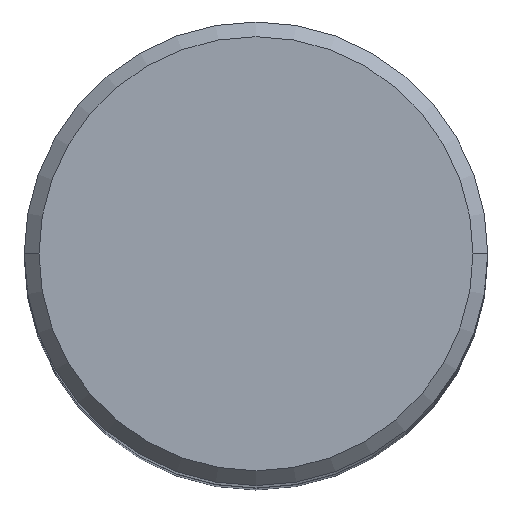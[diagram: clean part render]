
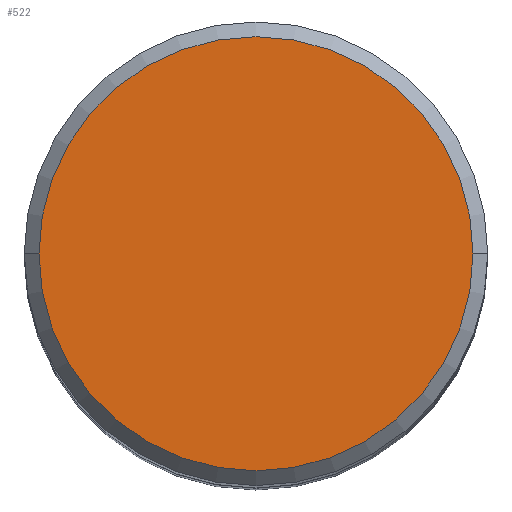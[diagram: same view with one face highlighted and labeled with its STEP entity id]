
A CAD part, top view. The second image highlights one B-rep face of the part: STEP entity #522.
In plain terms, the highlighted planar face has unit normal (0, 0, 1).
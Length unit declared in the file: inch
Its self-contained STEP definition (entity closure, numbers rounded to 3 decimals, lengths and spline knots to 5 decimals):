
#5 = CIRCLE ( 'NONE', #468, 0.29495 ) ;
#13 = CARTESIAN_POINT ( 'NONE',  ( 0., 0., 0. ) ) ;
#20 = DIRECTION ( 'NONE',  ( 0., 0., 1. ) ) ;
#103 = CARTESIAN_POINT ( 'NONE',  ( 0.29495, 0., 0. ) ) ;
#111 = DIRECTION ( 'NONE',  ( 0., 0., -1. ) ) ;
#142 = CARTESIAN_POINT ( 'NONE',  ( 0., 0.29495, 0. ) ) ;
#149 = CARTESIAN_POINT ( 'NONE',  ( 0., 0., 0. ) ) ;
#167 = ORIENTED_EDGE ( 'NONE', *, *, #280, .T. ) ;
#187 = DIRECTION ( 'NONE',  ( 1., 0., 0. ) ) ;
#224 = DIRECTION ( 'NONE',  ( 0., 0., 1. ) ) ;
#225 = AXIS2_PLACEMENT_3D ( 'NONE', #142, #111, #489 ) ;
#280 = EDGE_CURVE ( 'NONE', #544, #378, #283, .T. ) ;
#283 = CIRCLE ( 'NONE', #406, 0.29495 ) ;
#305 = ORIENTED_EDGE ( 'NONE', *, *, #517, .T. ) ;
#347 = FACE_OUTER_BOUND ( 'NONE', #451, .T. ) ;
#378 = VERTEX_POINT ( 'NONE', #103 ) ;
#406 = AXIS2_PLACEMENT_3D ( 'NONE', #149, #20, #454 ) ;
#442 = CARTESIAN_POINT ( 'NONE',  ( -0.29495, 0., 0. ) ) ;
#451 = EDGE_LOOP ( 'NONE', ( #167, #305 ) ) ;
#454 = DIRECTION ( 'NONE',  ( 1., 0., 0. ) ) ;
#468 = AXIS2_PLACEMENT_3D ( 'NONE', #13, #224, #187 ) ;
#489 = DIRECTION ( 'NONE',  ( -1., 0., 0. ) ) ;
#517 = EDGE_CURVE ( 'NONE', #378, #544, #5, .T. ) ;
#522 = ADVANCED_FACE ( 'NONE', ( #347 ), #540, .F. ) ;
#540 = PLANE ( 'NONE',  #225 ) ;
#544 = VERTEX_POINT ( 'NONE', #442 ) ;
